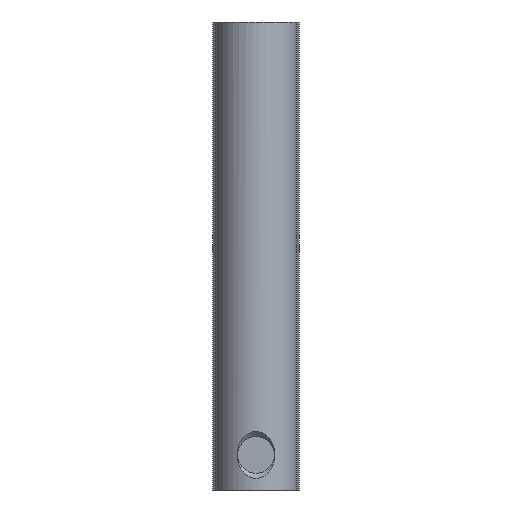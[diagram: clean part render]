
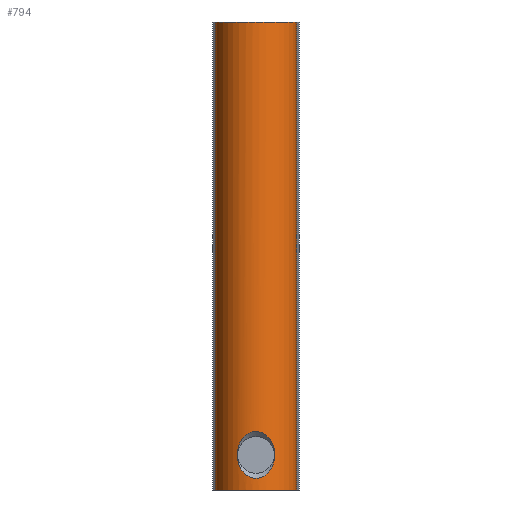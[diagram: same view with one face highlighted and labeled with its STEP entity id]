
A CAD part, front view. The second image highlights one B-rep face of the part: STEP entity #794.
In plain terms, the highlighted cylindrical face has radius 1.75 mm (diameter 3.5 mm), a partial arc.
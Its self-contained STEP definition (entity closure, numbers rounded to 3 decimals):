
#26=B_SPLINE_CURVE_WITH_KNOTS('',3,(#1083,#1084,#1085,#1086,#1087,#1088,
#1089,#1090,#1091,#1092,#1093,#1094,#1095,#1096,#1097),.UNSPECIFIED.,.T.,
 .F.,(1,1,1,1,1,1,1,1,1,1,1,1,1,1,1,1,1,1,1),(-0.001,-0.001,
0.,0.,0.001,0.001,0.002,
0.002,0.002,0.003,0.004,
0.004,0.005,0.005,0.005,
0.006,0.006,0.007,0.007),
 .UNSPECIFIED.);
#27=CYLINDRICAL_SURFACE('',#837,1.75);
#38=CIRCLE('',#838,1.75);
#39=CIRCLE('',#839,1.75);
#65=ORIENTED_EDGE('',*,*,#209,.T.);
#66=ORIENTED_EDGE('',*,*,#210,.F.);
#67=ORIENTED_EDGE('',*,*,#211,.F.);
#68=ORIENTED_EDGE('',*,*,#212,.T.);
#69=ORIENTED_EDGE('',*,*,#213,.F.);
#209=EDGE_CURVE('',#281,#282,#38,.T.);
#210=EDGE_CURVE('',#283,#282,#332,.T.);
#211=EDGE_CURVE('',#284,#283,#39,.T.);
#212=EDGE_CURVE('',#284,#281,#333,.T.);
#213=EDGE_CURVE('',#285,#285,#26,.T.);
#281=VERTEX_POINT('',#1076);
#282=VERTEX_POINT('',#1077);
#283=VERTEX_POINT('',#1079);
#284=VERTEX_POINT('',#1081);
#285=VERTEX_POINT('',#1098);
#332=LINE('',#1078,#382);
#333=LINE('',#1082,#383);
#382=VECTOR('',#908,1000.);
#383=VECTOR('',#911,1000.);
#428=EDGE_LOOP('',(#65,#66,#67,#68));
#429=EDGE_LOOP('',(#69));
#476=FACE_BOUND('',#428,.T.);
#477=FACE_BOUND('',#429,.T.);
#794=ADVANCED_FACE('',(#476,#477),#27,.T.);
#837=AXIS2_PLACEMENT_3D('',#1074,#904,#905);
#838=AXIS2_PLACEMENT_3D('',#1075,#906,#907);
#839=AXIS2_PLACEMENT_3D('',#1080,#909,#910);
#904=DIRECTION('',(-1.,0.,0.));
#905=DIRECTION('',(0.,0.,1.));
#906=DIRECTION('',(1.,0.,0.));
#907=DIRECTION('',(0.,0.,-1.));
#908=DIRECTION('',(-1.,0.,0.));
#909=DIRECTION('',(1.,0.,0.));
#910=DIRECTION('',(0.,0.,-1.));
#911=DIRECTION('',(-1.,0.,0.));
#1074=CARTESIAN_POINT('',(20.,1.75,0.));
#1075=CARTESIAN_POINT('',(0.,1.75,0.));
#1076=CARTESIAN_POINT('',(0.,1.544,1.738));
#1077=CARTESIAN_POINT('',(0.,1.544,-1.738));
#1078=CARTESIAN_POINT('',(20.,1.544,-1.738));
#1079=CARTESIAN_POINT('',(20.,1.544,-1.738));
#1080=CARTESIAN_POINT('',(20.,1.75,0.));
#1081=CARTESIAN_POINT('',(20.,1.544,1.738));
#1082=CARTESIAN_POINT('',(20.,1.544,1.738));
#1083=CARTESIAN_POINT('',(17.576,0.028,-0.364));
#1084=CARTESIAN_POINT('',(17.913,0.136,-0.704));
#1085=CARTESIAN_POINT('',(18.509,0.237,-0.874));
#1086=CARTESIAN_POINT('',(19.102,0.132,-0.696));
#1087=CARTESIAN_POINT('',(19.432,0.025,-0.351));
#1088=CARTESIAN_POINT('',(19.536,-0.013,0.006));
#1089=CARTESIAN_POINT('',(19.424,0.028,0.364));
#1090=CARTESIAN_POINT('',(19.09,0.135,0.702));
#1091=CARTESIAN_POINT('',(18.492,0.237,0.874));
#1092=CARTESIAN_POINT('',(17.898,0.132,0.696));
#1093=CARTESIAN_POINT('',(17.568,0.025,0.351));
#1094=CARTESIAN_POINT('',(17.464,-0.013,-0.007));
#1095=CARTESIAN_POINT('',(17.576,0.028,-0.364));
#1096=CARTESIAN_POINT('',(17.913,0.136,-0.704));
#1097=CARTESIAN_POINT('',(18.509,0.237,-0.874));
#1098=CARTESIAN_POINT('',(17.84,0.107,-0.602));
